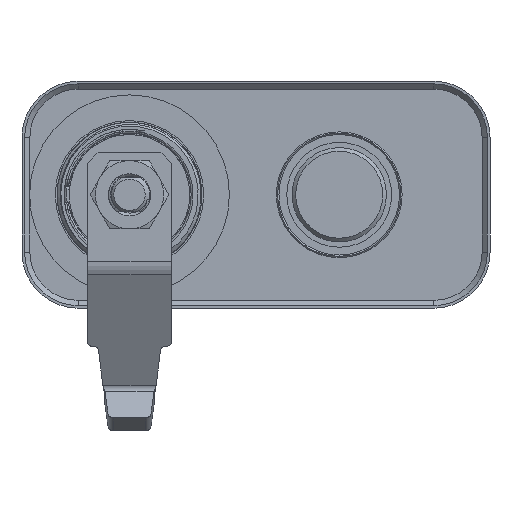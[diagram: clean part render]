
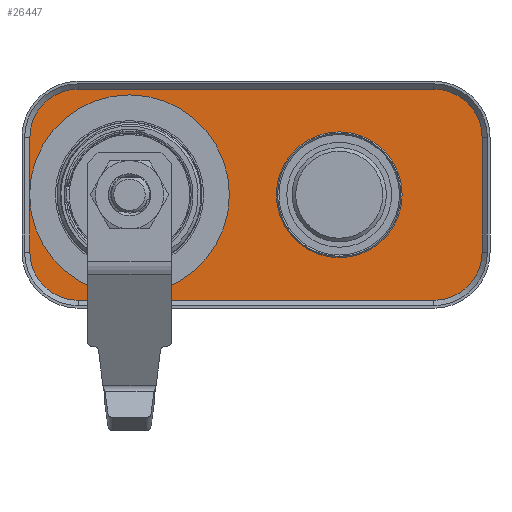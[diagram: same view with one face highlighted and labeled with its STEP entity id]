
A CAD part, front view. The second image highlights one B-rep face of the part: STEP entity #26447.
In plain terms, the highlighted planar face has unit normal (0, -1, 0).
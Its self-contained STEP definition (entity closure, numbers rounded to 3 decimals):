
#1095=FACE_BOUND('',#5100,.T.);
#1096=FACE_BOUND('',#5101,.T.);
#1664=PLANE('',#29247);
#3528=FACE_OUTER_BOUND('',#5099,.T.);
#5099=EDGE_LOOP('',(#24631,#24632,#24633,#24634,#24635,#24636,#24637,#24638));
#5100=EDGE_LOOP('',(#24639));
#5101=EDGE_LOOP('',(#24640));
#6113=CIRCLE('',#29248,9.2);
#6114=CIRCLE('',#29249,9.2);
#6115=CIRCLE('',#29250,9.2);
#6116=CIRCLE('',#29251,9.2);
#6117=CIRCLE('',#29252,17.);
#6118=CIRCLE('',#29253,12.);
#8871=LINE('',#88952,#10727);
#8872=LINE('',#88956,#10728);
#8873=LINE('',#88960,#10729);
#8874=LINE('',#88964,#10730);
#10727=VECTOR('',#35660,21.878);
#10728=VECTOR('',#35663,67.852);
#10729=VECTOR('',#35666,21.878);
#10730=VECTOR('',#35669,67.852);
#13200=VERTEX_POINT('',#88950);
#13201=VERTEX_POINT('',#88951);
#13202=VERTEX_POINT('',#88953);
#13203=VERTEX_POINT('',#88955);
#13204=VERTEX_POINT('',#88957);
#13205=VERTEX_POINT('',#88959);
#13206=VERTEX_POINT('',#88961);
#13207=VERTEX_POINT('',#88963);
#13208=VERTEX_POINT('',#88966);
#13209=VERTEX_POINT('',#88968);
#17023=EDGE_CURVE('',#13200,#13201,#8871,.T.);
#17024=EDGE_CURVE('',#13202,#13200,#6113,.T.);
#17025=EDGE_CURVE('',#13203,#13202,#8872,.T.);
#17026=EDGE_CURVE('',#13204,#13203,#6114,.T.);
#17027=EDGE_CURVE('',#13205,#13204,#8873,.T.);
#17028=EDGE_CURVE('',#13206,#13205,#6115,.T.);
#17029=EDGE_CURVE('',#13207,#13206,#8874,.T.);
#17030=EDGE_CURVE('',#13201,#13207,#6116,.T.);
#17031=EDGE_CURVE('',#13208,#13208,#6117,.T.);
#17032=EDGE_CURVE('',#13209,#13209,#6118,.T.);
#24631=ORIENTED_EDGE('',*,*,#17023,.F.);
#24632=ORIENTED_EDGE('',*,*,#17024,.F.);
#24633=ORIENTED_EDGE('',*,*,#17025,.F.);
#24634=ORIENTED_EDGE('',*,*,#17026,.F.);
#24635=ORIENTED_EDGE('',*,*,#17027,.F.);
#24636=ORIENTED_EDGE('',*,*,#17028,.F.);
#24637=ORIENTED_EDGE('',*,*,#17029,.F.);
#24638=ORIENTED_EDGE('',*,*,#17030,.F.);
#24639=ORIENTED_EDGE('',*,*,#17031,.F.);
#24640=ORIENTED_EDGE('',*,*,#17032,.F.);
#26447=ADVANCED_FACE('',(#3528,#1095,#1096),#1664,.T.);
#29247=AXIS2_PLACEMENT_3D('',#88949,#35658,#35659);
#29248=AXIS2_PLACEMENT_3D('',#88954,#35661,#35662);
#29249=AXIS2_PLACEMENT_3D('',#88958,#35664,#35665);
#29250=AXIS2_PLACEMENT_3D('',#88962,#35667,#35668);
#29251=AXIS2_PLACEMENT_3D('',#88965,#35670,#35671);
#29252=AXIS2_PLACEMENT_3D('',#88967,#35672,#35673);
#29253=AXIS2_PLACEMENT_3D('',#88969,#35674,#35675);
#35658=DIRECTION('center_axis',(0.,-1.,0.));
#35659=DIRECTION('ref_axis',(1.,0.,0.));
#35660=DIRECTION('',(0.,0.,-1.));
#35661=DIRECTION('center_axis',(0.,1.,0.));
#35662=DIRECTION('ref_axis',(0.,0.,1.));
#35663=DIRECTION('',(1.,0.,0.));
#35664=DIRECTION('center_axis',(0.,1.,0.));
#35665=DIRECTION('ref_axis',(-1.,0.,0.));
#35666=DIRECTION('',(0.,0.,1.));
#35667=DIRECTION('center_axis',(0.,1.,0.));
#35668=DIRECTION('ref_axis',(0.,0.,-1.));
#35669=DIRECTION('',(-1.,0.,0.));
#35670=DIRECTION('center_axis',(0.,1.,0.));
#35671=DIRECTION('ref_axis',(1.,0.,0.));
#35672=DIRECTION('center_axis',(0.,-1.,0.));
#35673=DIRECTION('ref_axis',(1.,0.,0.));
#35674=DIRECTION('center_axis',(0.,-1.,0.));
#35675=DIRECTION('ref_axis',(1.,0.,0.));
#88949=CARTESIAN_POINT('Origin',(0.,-1.5,0.));
#88950=CARTESIAN_POINT('',(67.252,-1.5,10.939));
#88951=CARTESIAN_POINT('',(67.252,-1.5,-10.939));
#88952=CARTESIAN_POINT('',(67.252,-1.5,10.939));
#88953=CARTESIAN_POINT('',(58.052,-1.5,20.139));
#88954=CARTESIAN_POINT('Origin',(58.052,-1.5,10.939));
#88955=CARTESIAN_POINT('',(-9.8,-1.5,20.139));
#88956=CARTESIAN_POINT('',(-9.8,-1.5,20.139));
#88957=CARTESIAN_POINT('',(-19.,-1.5,10.939));
#88958=CARTESIAN_POINT('Origin',(-9.8,-1.5,10.939));
#88959=CARTESIAN_POINT('',(-19.,-1.5,-10.939));
#88960=CARTESIAN_POINT('',(-19.,-1.5,-10.939));
#88961=CARTESIAN_POINT('',(-9.8,-1.5,-20.139));
#88962=CARTESIAN_POINT('Origin',(-9.8,-1.5,-10.939));
#88963=CARTESIAN_POINT('',(58.052,-1.5,-20.139));
#88964=CARTESIAN_POINT('',(58.052,-1.5,-20.139));
#88965=CARTESIAN_POINT('Origin',(58.052,-1.5,-10.939));
#88966=CARTESIAN_POINT('',(0.,-1.5,17.));
#88967=CARTESIAN_POINT('Origin',(0.,-1.5,0.));
#88968=CARTESIAN_POINT('',(40.,-1.5,12.));
#88969=CARTESIAN_POINT('Origin',(40.,-1.5,0.));
